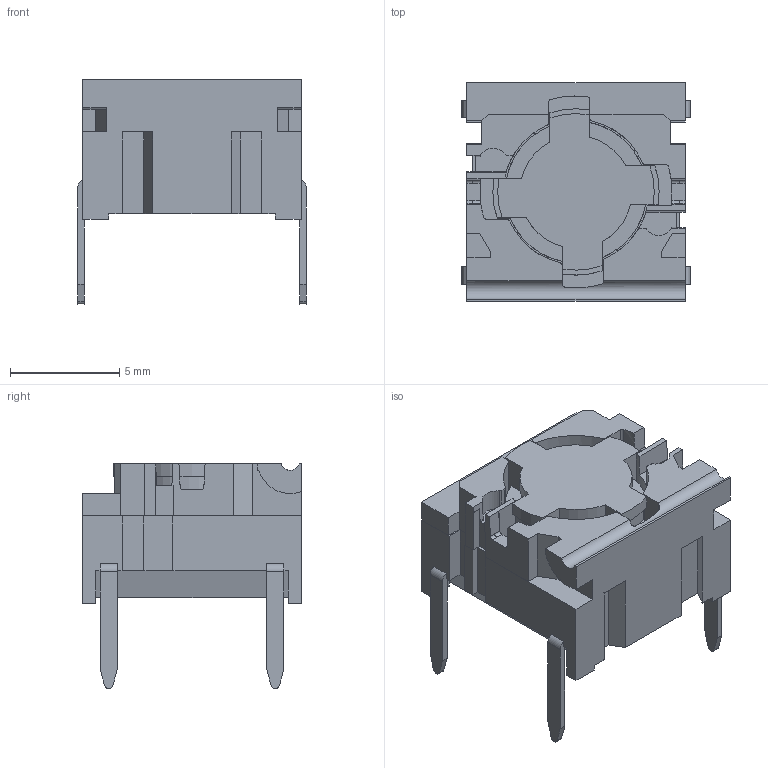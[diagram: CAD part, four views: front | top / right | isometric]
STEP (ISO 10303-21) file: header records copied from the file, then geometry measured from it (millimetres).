
FILE_DESCRIPTION((''),'2;1');
FILE_NAME('5GTH9.stp','2009-10-14T13:40:02',('FD'),(''),'Autodesk Inventor 2010','Autodesk Inventor 2010','');
FILE_SCHEMA(('AUTOMOTIVE_DESIGN { 1 0 10303 214 1 1 1 1 }'));
Length unit declared in the file: millimetre
Products named in the file (1): Part119
Bounding box: 10.46 x 10 x 10.3 mm (x, y, z)
Volume: 511.2 mm3; surface area: 671.9 mm2
Topology: 1 solids, 1 shells, 411 faces, 1218 edges, 801 vertices
Faces by surface type: plane 268, bspline 67, cylinder 66, cone 10
Entity records: 14018 total; most frequent: CARTESIAN_POINT 3187, ORIENTED_EDGE 2436, DIRECTION 2032, EDGE_CURVE 1218, VECTOR 908, LINE 908, VERTEX_POINT 801, AXIS2_PLACEMENT_3D 562
